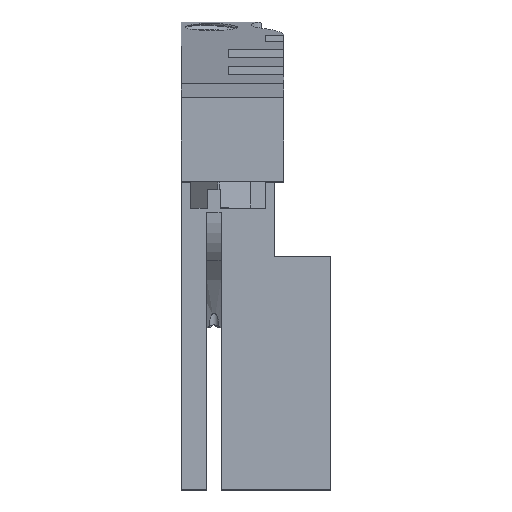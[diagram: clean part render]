
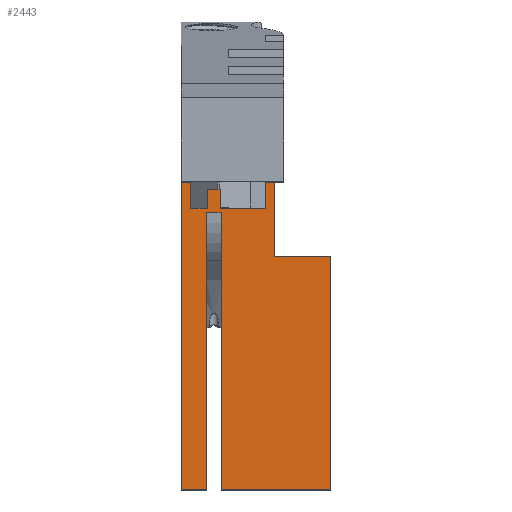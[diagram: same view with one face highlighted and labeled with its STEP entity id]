
A CAD part, top view. The second image highlights one B-rep face of the part: STEP entity #2443.
In plain terms, the highlighted planar face has unit normal (0, 0, 1).
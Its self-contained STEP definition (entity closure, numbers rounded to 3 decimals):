
#73=PLANE('',#2610);
#188=FACE_OUTER_BOUND('',#327,.T.);
#327=EDGE_LOOP('',(#2020,#2021,#2022,#2023,#2024,#2025,#2026,#2027,#2028,
#2029,#2030,#2031,#2032,#2033,#2034,#2035,#2036,#2037,#2038));
#647=LINE('',#4818,#823);
#650=LINE('',#4826,#826);
#689=LINE('',#5606,#865);
#691=LINE('',#5610,#867);
#693=LINE('',#5614,#869);
#694=LINE('',#5618,#870);
#695=LINE('',#5622,#871);
#696=LINE('',#6849,#872);
#697=LINE('',#6852,#873);
#698=LINE('',#6854,#874);
#699=LINE('',#6856,#875);
#700=LINE('',#6858,#876);
#701=LINE('',#6860,#877);
#702=LINE('',#6862,#878);
#703=LINE('',#6863,#879);
#704=LINE('',#6865,#880);
#705=LINE('',#6867,#881);
#706=LINE('',#6869,#882);
#707=LINE('',#6870,#883);
#823=VECTOR('',#2884,10.);
#826=VECTOR('',#2891,10.);
#865=VECTOR('',#2998,10.);
#867=VECTOR('',#3002,10.);
#869=VECTOR('',#3006,10.);
#870=VECTOR('',#3011,10.);
#871=VECTOR('',#3016,10.);
#872=VECTOR('',#3039,10.);
#873=VECTOR('',#3042,10.);
#874=VECTOR('',#3043,10.);
#875=VECTOR('',#3044,10.);
#876=VECTOR('',#3045,10.);
#877=VECTOR('',#3046,10.);
#878=VECTOR('',#3047,10.);
#879=VECTOR('',#3048,10.);
#880=VECTOR('',#3049,10.);
#881=VECTOR('',#3050,10.);
#882=VECTOR('',#3051,10.);
#883=VECTOR('',#3052,10.);
#1070=VERTEX_POINT('',#4815);
#1071=VERTEX_POINT('',#4817);
#1073=VERTEX_POINT('',#4823);
#1074=VERTEX_POINT('',#4825);
#1131=VERTEX_POINT('',#5604);
#1132=VERTEX_POINT('',#5608);
#1133=VERTEX_POINT('',#5612);
#1134=VERTEX_POINT('',#5616);
#1135=VERTEX_POINT('',#5621);
#1136=VERTEX_POINT('',#6847);
#1137=VERTEX_POINT('',#6851);
#1138=VERTEX_POINT('',#6853);
#1139=VERTEX_POINT('',#6855);
#1140=VERTEX_POINT('',#6857);
#1141=VERTEX_POINT('',#6859);
#1142=VERTEX_POINT('',#6861);
#1143=VERTEX_POINT('',#6864);
#1144=VERTEX_POINT('',#6866);
#1145=VERTEX_POINT('',#6868);
#1357=EDGE_CURVE('',#1070,#1071,#647,.T.);
#1361=EDGE_CURVE('',#1073,#1074,#650,.T.);
#1441=EDGE_CURVE('',#1073,#1131,#689,.T.);
#1443=EDGE_CURVE('',#1131,#1132,#691,.T.);
#1445=EDGE_CURVE('',#1133,#1132,#693,.T.);
#1447=EDGE_CURVE('',#1134,#1133,#694,.T.);
#1449=EDGE_CURVE('',#1071,#1135,#695,.T.);
#1470=EDGE_CURVE('',#1136,#1134,#696,.T.);
#1471=EDGE_CURVE('',#1070,#1137,#697,.T.);
#1472=EDGE_CURVE('',#1137,#1138,#698,.T.);
#1473=EDGE_CURVE('',#1138,#1139,#699,.T.);
#1474=EDGE_CURVE('',#1139,#1140,#700,.T.);
#1475=EDGE_CURVE('',#1140,#1141,#701,.T.);
#1476=EDGE_CURVE('',#1141,#1142,#702,.T.);
#1477=EDGE_CURVE('',#1142,#1074,#703,.T.);
#1478=EDGE_CURVE('',#1136,#1143,#704,.T.);
#1479=EDGE_CURVE('',#1143,#1144,#705,.T.);
#1480=EDGE_CURVE('',#1145,#1144,#706,.T.);
#1481=EDGE_CURVE('',#1135,#1145,#707,.T.);
#2020=ORIENTED_EDGE('',*,*,#1449,.F.);
#2021=ORIENTED_EDGE('',*,*,#1357,.F.);
#2022=ORIENTED_EDGE('',*,*,#1471,.T.);
#2023=ORIENTED_EDGE('',*,*,#1472,.T.);
#2024=ORIENTED_EDGE('',*,*,#1473,.T.);
#2025=ORIENTED_EDGE('',*,*,#1474,.T.);
#2026=ORIENTED_EDGE('',*,*,#1475,.T.);
#2027=ORIENTED_EDGE('',*,*,#1476,.T.);
#2028=ORIENTED_EDGE('',*,*,#1477,.T.);
#2029=ORIENTED_EDGE('',*,*,#1361,.F.);
#2030=ORIENTED_EDGE('',*,*,#1441,.T.);
#2031=ORIENTED_EDGE('',*,*,#1443,.T.);
#2032=ORIENTED_EDGE('',*,*,#1445,.F.);
#2033=ORIENTED_EDGE('',*,*,#1447,.F.);
#2034=ORIENTED_EDGE('',*,*,#1470,.F.);
#2035=ORIENTED_EDGE('',*,*,#1478,.T.);
#2036=ORIENTED_EDGE('',*,*,#1479,.T.);
#2037=ORIENTED_EDGE('',*,*,#1480,.F.);
#2038=ORIENTED_EDGE('',*,*,#1481,.F.);
#2443=ADVANCED_FACE('',(#188),#73,.T.);
#2610=AXIS2_PLACEMENT_3D('',#6850,#3040,#3041);
#2884=DIRECTION('',(1.,0.,0.));
#2891=DIRECTION('',(1.,0.,0.));
#2998=DIRECTION('',(0.,-1.,0.));
#3002=DIRECTION('',(0.,-1.,0.));
#3006=DIRECTION('',(-1.,0.,0.));
#3011=DIRECTION('',(0.,-1.,0.));
#3016=DIRECTION('',(0.,-1.,0.));
#3039=DIRECTION('',(-1.,0.,0.));
#3040=DIRECTION('center_axis',(0.,0.,1.));
#3041=DIRECTION('ref_axis',(-1.,0.,0.));
#3042=DIRECTION('',(0.,-1.,0.));
#3043=DIRECTION('',(-1.,0.,0.));
#3044=DIRECTION('',(0.,1.,0.));
#3045=DIRECTION('',(-1.,0.,0.));
#3046=DIRECTION('',(0.,-1.,0.));
#3047=DIRECTION('',(-1.,0.,0.));
#3048=DIRECTION('',(0.,1.,0.));
#3049=DIRECTION('',(0.,-1.,0.));
#3050=DIRECTION('',(1.,0.,0.));
#3051=DIRECTION('',(0.,-1.,0.));
#3052=DIRECTION('',(1.,0.,0.));
#4815=CARTESIAN_POINT('',(-14.016,26.5,-16.4));
#4817=CARTESIAN_POINT('',(-13.063,26.5,-16.4));
#4818=CARTESIAN_POINT('',(-12.,26.5,-16.4));
#4823=CARTESIAN_POINT('',(-23.,26.5,-16.4));
#4825=CARTESIAN_POINT('',(-22.016,26.5,-16.4));
#4826=CARTESIAN_POINT('',(-12.,26.5,-16.4));
#5604=CARTESIAN_POINT('',(-23.,21.5,-16.4));
#5606=CARTESIAN_POINT('',(-23.,26.5,-16.4));
#5608=CARTESIAN_POINT('',(-23.,-6.5,-16.4));
#5610=CARTESIAN_POINT('',(-23.,21.5,-16.4));
#5612=CARTESIAN_POINT('',(-20.266,-6.5,-16.4));
#5614=CARTESIAN_POINT('',(-23.,-6.5,-16.4));
#5616=CARTESIAN_POINT('',(-20.266,23.229,-16.4));
#5618=CARTESIAN_POINT('',(-20.266,21.5,-16.4));
#5621=CARTESIAN_POINT('',(-13.063,18.5,-16.4));
#5622=CARTESIAN_POINT('',(-13.063,-6.5,-16.4));
#6847=CARTESIAN_POINT('',(-18.75,23.229,-16.4));
#6849=CARTESIAN_POINT('',(-18.75,23.229,-16.4));
#6850=CARTESIAN_POINT('Origin',(-12.,26.5,-16.4));
#6851=CARTESIAN_POINT('',(-14.016,23.7,-16.4));
#6852=CARTESIAN_POINT('',(-14.016,26.5,-16.4));
#6853=CARTESIAN_POINT('',(-18.8,23.7,-16.4));
#6854=CARTESIAN_POINT('',(-14.204,23.7,-16.4));
#6855=CARTESIAN_POINT('',(-18.8,25.7,-16.4));
#6856=CARTESIAN_POINT('',(-18.8,26.1,-16.4));
#6857=CARTESIAN_POINT('',(-20.216,25.7,-16.4));
#6858=CARTESIAN_POINT('',(-15.008,25.7,-16.4));
#6859=CARTESIAN_POINT('',(-20.216,23.7,-16.4));
#6860=CARTESIAN_POINT('',(-20.216,26.1,-16.4));
#6861=CARTESIAN_POINT('',(-22.016,23.7,-16.4));
#6862=CARTESIAN_POINT('',(-16.558,23.7,-16.4));
#6863=CARTESIAN_POINT('',(-22.016,26.5,-16.4));
#6864=CARTESIAN_POINT('',(-18.75,-6.5,-16.4));
#6865=CARTESIAN_POINT('',(-18.75,21.5,-16.4));
#6866=CARTESIAN_POINT('',(-7.,-6.5,-16.4));
#6867=CARTESIAN_POINT('',(-12.,-6.5,-16.4));
#6868=CARTESIAN_POINT('',(-7.,18.5,-16.4));
#6869=CARTESIAN_POINT('',(-7.,-6.5,-16.4));
#6870=CARTESIAN_POINT('',(-12.,18.5,-16.4));
